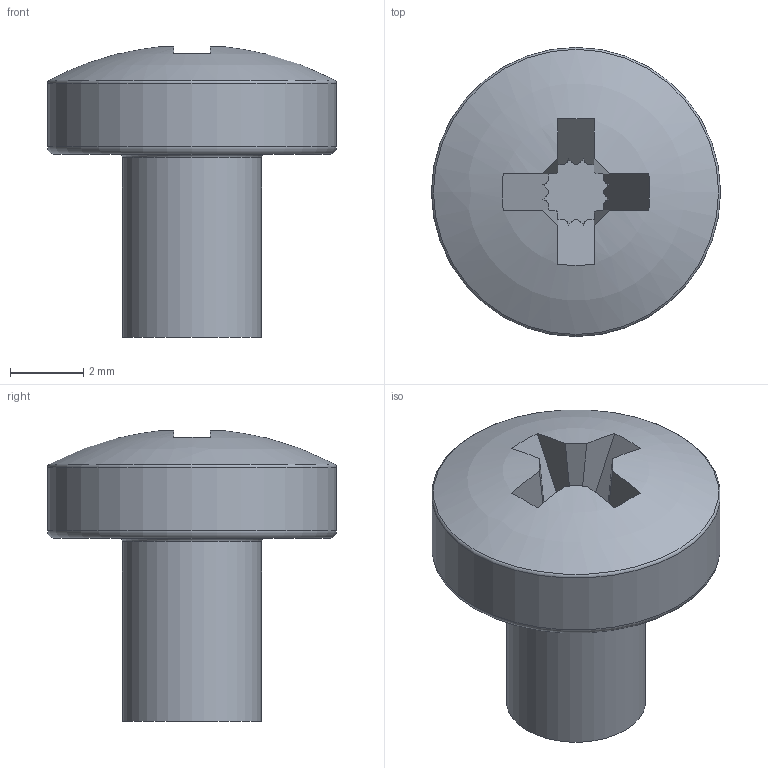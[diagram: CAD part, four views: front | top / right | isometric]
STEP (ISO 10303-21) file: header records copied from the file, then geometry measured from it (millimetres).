
FILE_DESCRIPTION(('Unknown'),'2;1');
FILE_NAME('','Unknown',('Unknown'),('Unknown'),'','Unknown','');
FILE_SCHEMA(('CONFIG_CONTROL_DESIGN'));
Length unit declared in the file: millimetre
Bounding box: 7.9 x 7.9 x 7.94 mm (x, y, z)
Volume: 165.7 mm3; surface area: 233.6 mm2
Topology: 1 solids, 1 shells, 45 faces, 114 edges, 72 vertices
Faces by surface type: plane 35, cylinder 6, torus 3, sphere 1
Full cylindrical faces by diameter (mm): 3.8 x1, 7.9 x1
Entity records: 1184 total; most frequent: ORIENTED_EDGE 214, CARTESIAN_POINT 178, DIRECTION 158, EDGE_CURVE 107, VERTEX_POINT 71, LINE 56, VECTOR 56, EDGE_LOOP 52
